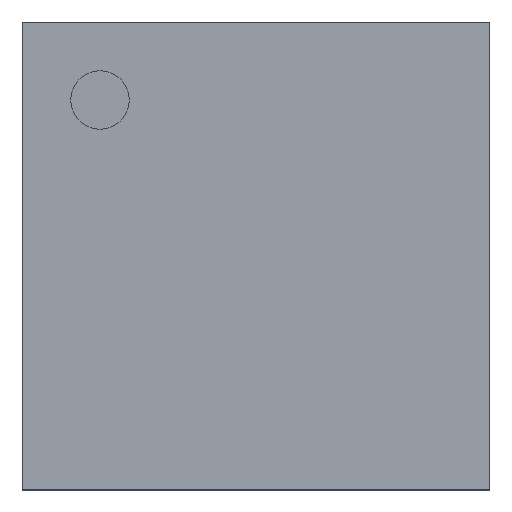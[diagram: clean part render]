
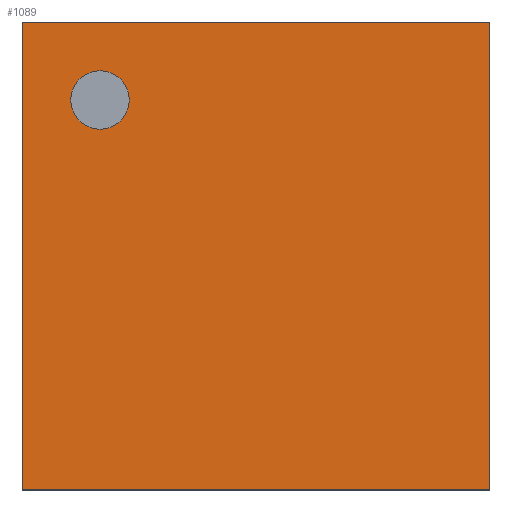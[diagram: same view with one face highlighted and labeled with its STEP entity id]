
A CAD part, top view. The second image highlights one B-rep face of the part: STEP entity #1089.
In plain terms, the highlighted planar face has unit normal (0, 0, 1).
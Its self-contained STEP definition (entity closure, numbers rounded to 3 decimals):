
#1025 = VERTEX_POINT('',#1026);
#1026 = CARTESIAN_POINT('',(0.,0.,0.6));
#1041 = VERTEX_POINT('',#1042);
#1042 = CARTESIAN_POINT('',(0.,10.,0.6));
#1048 = EDGE_CURVE('',#1025,#1041,#1049,.T.);
#1049 = LINE('',#1050,#1051);
#1050 = CARTESIAN_POINT('',(0.,0.,0.6));
#1051 = VECTOR('',#1052,1.);
#1052 = DIRECTION('',(-0.,1.,0.));
#1071 = EDGE_CURVE('',#1025,#1072,#1074,.T.);
#1072 = VERTEX_POINT('',#1073);
#1073 = CARTESIAN_POINT('',(10.,0.,0.6));
#1074 = LINE('',#1075,#1076);
#1075 = CARTESIAN_POINT('',(0.,0.,0.6));
#1076 = VECTOR('',#1077,1.);
#1077 = DIRECTION('',(1.,0.,-0.));
#1089 = ADVANCED_FACE('',(#1090,#1108),#1119,.T.);
#1090 = FACE_BOUND('',#1091,.T.);
#1091 = EDGE_LOOP('',(#1092,#1093,#1094,#1102));
#1092 = ORIENTED_EDGE('',*,*,#1048,.F.);
#1093 = ORIENTED_EDGE('',*,*,#1071,.T.);
#1094 = ORIENTED_EDGE('',*,*,#1095,.T.);
#1095 = EDGE_CURVE('',#1072,#1096,#1098,.T.);
#1096 = VERTEX_POINT('',#1097);
#1097 = CARTESIAN_POINT('',(10.,10.,0.6));
#1098 = LINE('',#1099,#1100);
#1099 = CARTESIAN_POINT('',(10.,0.,0.6));
#1100 = VECTOR('',#1101,1.);
#1101 = DIRECTION('',(-0.,1.,0.));
#1102 = ORIENTED_EDGE('',*,*,#1103,.F.);
#1103 = EDGE_CURVE('',#1041,#1096,#1104,.T.);
#1104 = LINE('',#1105,#1106);
#1105 = CARTESIAN_POINT('',(0.,10.,0.6));
#1106 = VECTOR('',#1107,1.);
#1107 = DIRECTION('',(1.,0.,-0.));
#1108 = FACE_BOUND('',#1109,.T.);
#1109 = EDGE_LOOP('',(#1110));
#1110 = ORIENTED_EDGE('',*,*,#1111,.F.);
#1111 = EDGE_CURVE('',#1112,#1112,#1114,.T.);
#1112 = VERTEX_POINT('',#1113);
#1113 = CARTESIAN_POINT('',(2.292,8.333,0.6));
#1114 = CIRCLE('',#1115,0.625);
#1115 = AXIS2_PLACEMENT_3D('',#1116,#1117,#1118);
#1116 = CARTESIAN_POINT('',(1.667,8.333,0.6));
#1117 = DIRECTION('',(0.,0.,1.));
#1118 = DIRECTION('',(1.,0.,-0.));
#1119 = PLANE('',#1120);
#1120 = AXIS2_PLACEMENT_3D('',#1121,#1122,#1123);
#1121 = CARTESIAN_POINT('',(0.,0.,0.6));
#1122 = DIRECTION('',(0.,0.,1.));
#1123 = DIRECTION('',(1.,0.,-0.));
